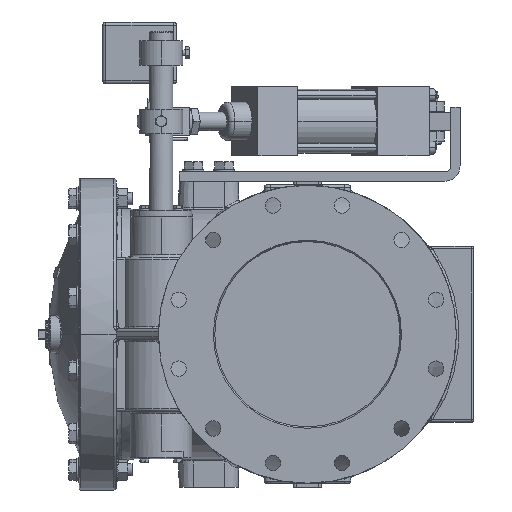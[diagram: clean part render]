
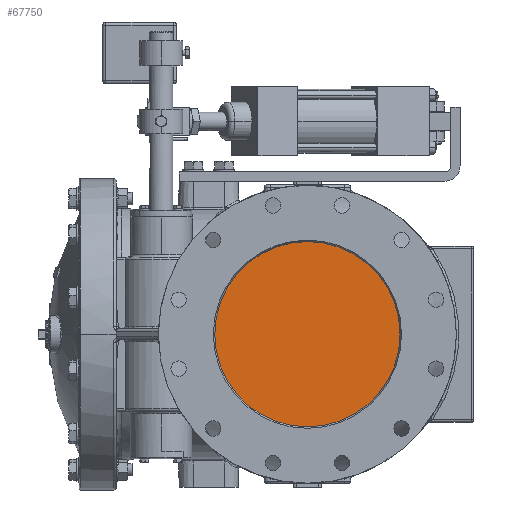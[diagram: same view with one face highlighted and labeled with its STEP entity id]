
A CAD part, left-side view. The second image highlights one B-rep face of the part: STEP entity #67750.
In plain terms, the highlighted planar face has unit normal (-1, 0, 0).
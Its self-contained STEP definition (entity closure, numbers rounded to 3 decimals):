
#29375=CARTESIAN_POINT('',(-13.583,0.,0.));
#29376=DIRECTION('',(1.,0.,0.));
#29377=DIRECTION('',(0.,-1.,0.));
#29378=AXIS2_PLACEMENT_3D('',#29375,#29376,#29377);
#29385=CARTESIAN_POINT('',(-13.583,0.,0.));
#29386=DIRECTION('',(1.,0.,0.));
#29387=DIRECTION('',(0.,1.,0.));
#29388=AXIS2_PLACEMENT_3D('',#29385,#29386,#29387);
#38070=CARTESIAN_POINT('',(-13.583,-5.913,0.));
#38071=CARTESIAN_POINT('',(-13.583,5.913,0.));
#38072=VERTEX_POINT('',#38070);
#38073=VERTEX_POINT('',#38071);
#67740=CARTESIAN_POINT('',(-13.583,0.,0.));
#67741=DIRECTION('',(1.,0.,0.));
#67742=DIRECTION('',(0.,-1.,0.));
#67743=AXIS2_PLACEMENT_3D('',#67740,#67741,#67742);
#67744=PLANE('',#67743);
#67745=ORIENTED_EDGE('',*,*,#67723,.T.);
#67747=ORIENTED_EDGE('',*,*,#67746,.T.);
#67748=EDGE_LOOP('',(#67745,#67747));
#67749=FACE_OUTER_BOUND('',#67748,.F.);
#29379=CIRCLE('',#29378,5.913);
#29389=CIRCLE('',#29388,5.913);
#67723=EDGE_CURVE('',#38072,#38073,#29379,.T.);
#67746=EDGE_CURVE('',#38073,#38072,#29389,.T.);
#67750=ADVANCED_FACE('',(#67749),#67744,.F.);
